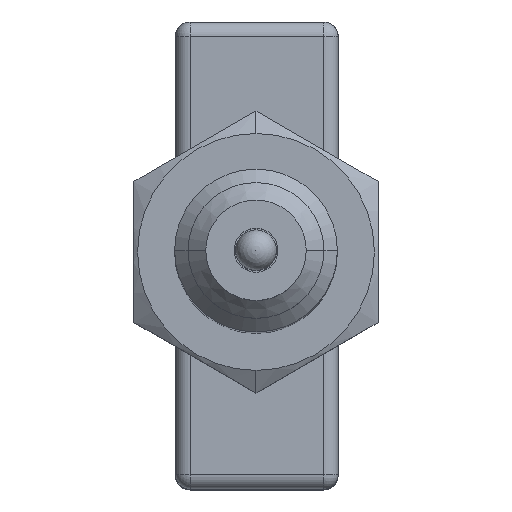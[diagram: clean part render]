
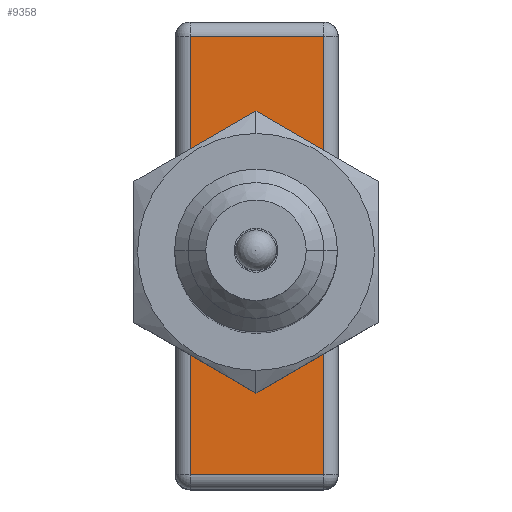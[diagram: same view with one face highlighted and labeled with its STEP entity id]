
A CAD part, top view. The second image highlights one B-rep face of the part: STEP entity #9358.
In plain terms, the highlighted planar face has unit normal (0, 0, 1).
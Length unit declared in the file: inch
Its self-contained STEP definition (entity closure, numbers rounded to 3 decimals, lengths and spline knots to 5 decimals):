
#460 = VERTEX_POINT ( 'NONE', #20455 ) ;
#704 = ORIENTED_EDGE ( 'NONE', *, *, #4341, .F. ) ;
#2019 = EDGE_CURVE ( 'NONE', #11723, #460, #29740, .T. ) ;
#2119 = DIRECTION ( 'NONE',  ( 0., 0., -1. ) ) ;
#2128 = VERTEX_POINT ( 'NONE', #28073 ) ;
#2211 = VECTOR ( 'NONE', #26958, 39.37008 ) ;
#3894 = CARTESIAN_POINT ( 'NONE',  ( 0., 0.154, -6. ) ) ;
#4341 = EDGE_CURVE ( 'NONE', #18723, #11723, #4689, .T. ) ;
#4689 = LINE ( 'NONE', #11499, #18194 ) ;
#4926 = DIRECTION ( 'NONE',  ( -1., 0., 0. ) ) ;
#5168 = EDGE_CURVE ( 'NONE', #18445, #18723, #9128, .T. ) ;
#5585 = FACE_OUTER_BOUND ( 'NONE', #18371, .T. ) ;
#6466 = ORIENTED_EDGE ( 'NONE', *, *, #24622, .F. ) ;
#6632 = CARTESIAN_POINT ( 'NONE',  ( -0.2025, -0.6725, -6. ) ) ;
#6706 = CIRCLE ( 'NONE', #23941, 0.154 ) ;
#6787 = AXIS2_PLACEMENT_3D ( 'NONE', #25544, #2119, #23623 ) ;
#7024 = CARTESIAN_POINT ( 'NONE',  ( 0., 0., -6. ) ) ;
#7134 = DIRECTION ( 'NONE',  ( 0., 1., 0. ) ) ;
#7158 = ORIENTED_EDGE ( 'NONE', *, *, #5168, .F. ) ;
#7372 = EDGE_LOOP ( 'NONE', ( #6466, #19425 ) ) ;
#7403 = VERTEX_POINT ( 'NONE', #3894 ) ;
#7500 = LINE ( 'NONE', #20608, #20207 ) ;
#7510 = CARTESIAN_POINT ( 'NONE',  ( 0.2075, 0.6725, -6. ) ) ;
#9128 = LINE ( 'NONE', #32203, #2211 ) ;
#9358 = ADVANCED_FACE ( 'NONE', ( #5585, #33866 ), #25665, .F. ) ;
#11499 = CARTESIAN_POINT ( 'NONE',  ( 0.0025, 0.6725, -6. ) ) ;
#11637 = VECTOR ( 'NONE', #30828, 39.37008 ) ;
#11723 = VERTEX_POINT ( 'NONE', #7510 ) ;
#12062 = CIRCLE ( 'NONE', #29530, 0.154 ) ;
#12601 = CARTESIAN_POINT ( 'NONE',  ( 0.2075, 0.35875, -6. ) ) ;
#12925 = EDGE_CURVE ( 'NONE', #2128, #7403, #6706, .T. ) ;
#13820 = EDGE_CURVE ( 'NONE', #460, #18445, #7500, .T. ) ;
#16118 = DIRECTION ( 'NONE',  ( 0., 1., 0. ) ) ;
#16223 = DIRECTION ( 'NONE',  ( 0., 0., 1. ) ) ;
#18194 = VECTOR ( 'NONE', #29870, 39.37008 ) ;
#18371 = EDGE_LOOP ( 'NONE', ( #7158, #31455, #22408, #704 ) ) ;
#18445 = VERTEX_POINT ( 'NONE', #6632 ) ;
#18613 = CARTESIAN_POINT ( 'NONE',  ( 0., 0., -6. ) ) ;
#18723 = VERTEX_POINT ( 'NONE', #33631 ) ;
#19425 = ORIENTED_EDGE ( 'NONE', *, *, #12925, .F. ) ;
#20207 = VECTOR ( 'NONE', #4926, 39.37008 ) ;
#20455 = CARTESIAN_POINT ( 'NONE',  ( 0.2075, -0.6725, -6. ) ) ;
#20608 = CARTESIAN_POINT ( 'NONE',  ( 0.0025, -0.6725, -6. ) ) ;
#22408 = ORIENTED_EDGE ( 'NONE', *, *, #2019, .F. ) ;
#23623 = DIRECTION ( 'NONE',  ( 0., 1., 0. ) ) ;
#23941 = AXIS2_PLACEMENT_3D ( 'NONE', #7024, #25429, #7134 ) ;
#24622 = EDGE_CURVE ( 'NONE', #7403, #2128, #12062, .T. ) ;
#25429 = DIRECTION ( 'NONE',  ( 0., 0., 1. ) ) ;
#25544 = CARTESIAN_POINT ( 'NONE',  ( 0.0025, 0.35875, -6. ) ) ;
#25665 = PLANE ( 'NONE',  #6787 ) ;
#26958 = DIRECTION ( 'NONE',  ( 0., 1., 0. ) ) ;
#28073 = CARTESIAN_POINT ( 'NONE',  ( 0., -0.154, -6. ) ) ;
#29530 = AXIS2_PLACEMENT_3D ( 'NONE', #18613, #16223, #16118 ) ;
#29740 = LINE ( 'NONE', #12601, #11637 ) ;
#29870 = DIRECTION ( 'NONE',  ( 1., 0., 0. ) ) ;
#30828 = DIRECTION ( 'NONE',  ( 0., -1., 0. ) ) ;
#31455 = ORIENTED_EDGE ( 'NONE', *, *, #13820, .F. ) ;
#32203 = CARTESIAN_POINT ( 'NONE',  ( -0.2025, 0.53812, -6. ) ) ;
#33631 = CARTESIAN_POINT ( 'NONE',  ( -0.2025, 0.6725, -6. ) ) ;
#33866 = FACE_BOUND ( 'NONE', #7372, .T. ) ;
